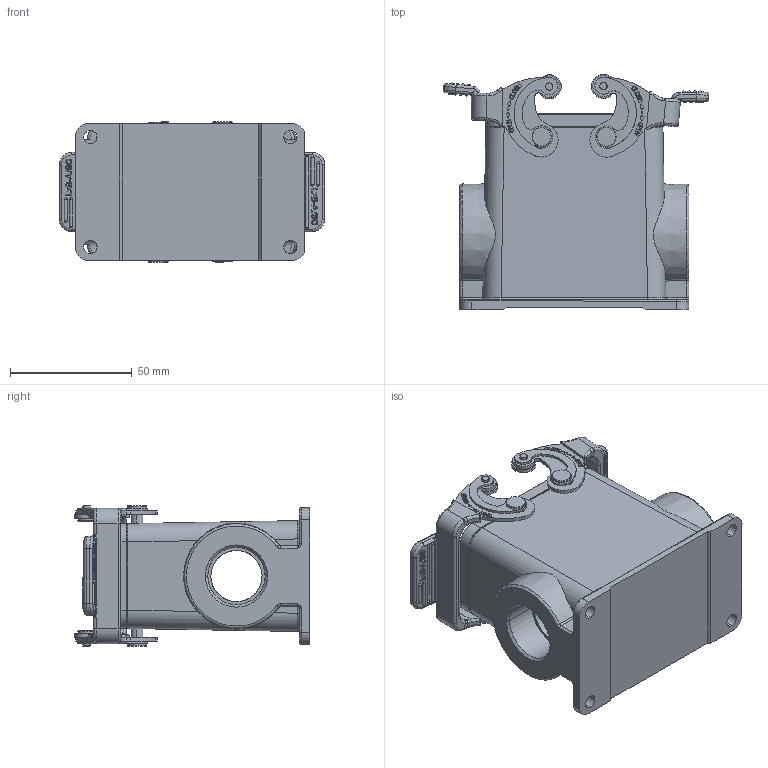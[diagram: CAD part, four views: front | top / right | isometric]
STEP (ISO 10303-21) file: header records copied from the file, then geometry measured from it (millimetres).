
FILE_DESCRIPTION((''),'2;1');
FILE_NAME('2D_1110102415023_H10B-SFH-2L_SC','2024-01-25T',('13843'),(''),'PRO/ENGINEER BY PARAMETRIC TECHNOLOGY CORPORATION, 2012480','PRO/ENGINEER BY PARAMETRIC TECHNOLOGY CORPORATION, 2012480','');
FILE_SCHEMA(('CONFIG_CONTROL_DESIGN'));
Products named in the file (1): 2D_1110102415023_H10B-SFH-2L_SC
Bounding box: 108.78 x 96.51 x 57.45 mm (x, y, z)
Volume: 151381.3 mm3; surface area: 60635.1 mm2
Topology: 1 solids, 1 shells, 1435 faces, 3872 edges, 2578 vertices
Faces by surface type: plane 657, cylinder 368, extrusion 156, bspline 90, torus 78, cone 54, sphere 32
Entity records: 59835 total; most frequent: CARTESIAN_POINT 15755, ORIENTED_EDGE 7724, DIRECTION 6878, EDGE_CURVE 3862, VERTEX_POINT 2578, AXIS2_PLACEMENT_3D 2352, VECTOR 2174, LINE 2018
